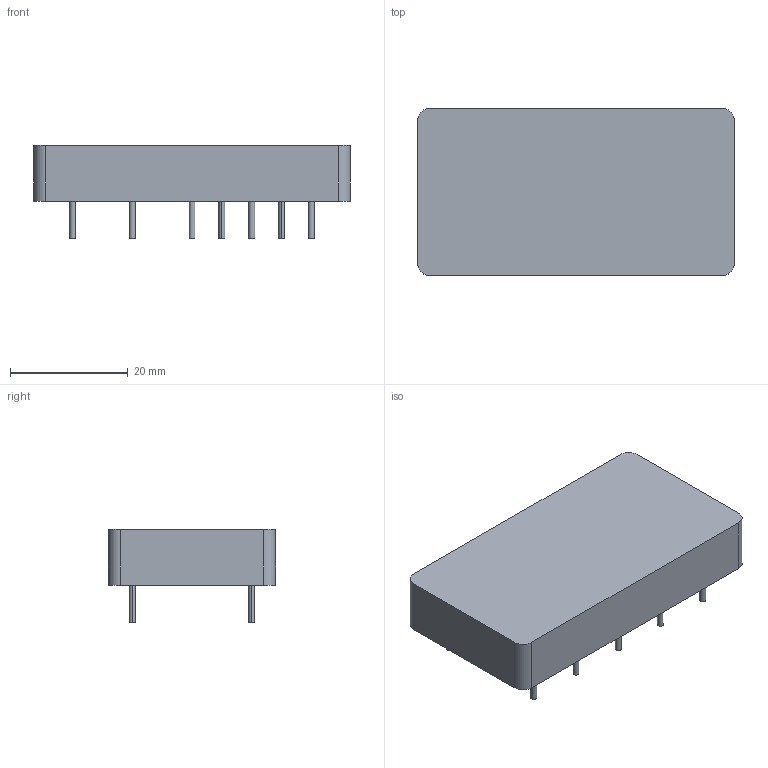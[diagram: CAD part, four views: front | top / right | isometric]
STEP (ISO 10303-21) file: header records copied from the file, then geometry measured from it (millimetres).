
FILE_DESCRIPTION((''),'2;1');
FILE_NAME('G.stp','2019-11-04T11:51:09',(''),(''),'Mechanical Desktop 2009','Mechanical Desktop 2009',', , ');
FILE_SCHEMA(('CONFIG_CONTROL_DESIGN'));
Length unit declared in the file: inch
Products named in the file (2): G; PART2
Assembly tree (1 placements, depth 2):
  G
    PART2
Bounding box: 53.85 x 28.45 x 15.88 mm (x, y, z)
Volume: 14619.1 mm3; surface area: 4834.4 mm2
Topology: 1 solids, 1 shells, 46 faces, 96 edges, 64 vertices
Faces by surface type: cylinder 28, plane 18
Entity records: 1367 total; most frequent: DIRECTION 248, CARTESIAN_POINT 208, ORIENTED_EDGE 192, AXIS2_PLACEMENT_3D 104, EDGE_CURVE 96, VERTEX_POINT 64, EDGE_LOOP 58, CIRCLE 56
